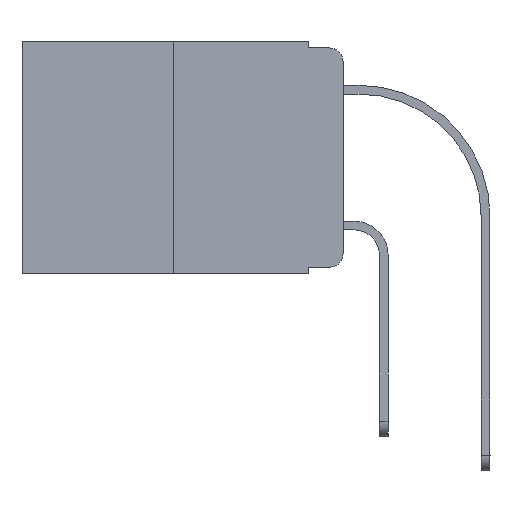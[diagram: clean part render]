
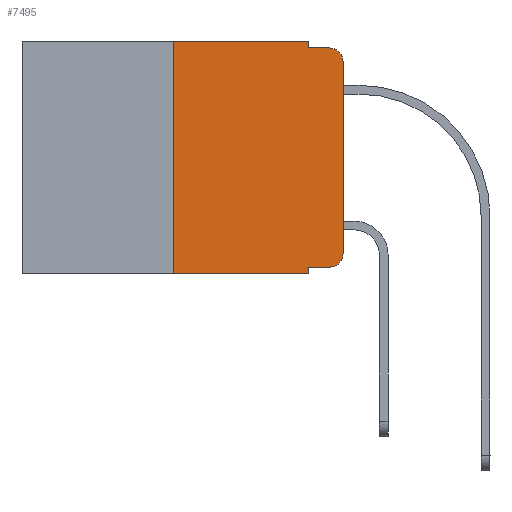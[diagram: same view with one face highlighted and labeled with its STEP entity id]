
A CAD part, left-side view. The second image highlights one B-rep face of the part: STEP entity #7495.
In plain terms, the highlighted planar face has unit normal (-1, 0, 0).
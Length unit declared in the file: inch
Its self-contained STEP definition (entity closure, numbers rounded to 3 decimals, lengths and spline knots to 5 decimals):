
#47 = VECTOR ( 'NONE', #21676, 39.37008 ) ;
#340 = LINE ( 'NONE', #4081, #16333 ) ;
#441 = CARTESIAN_POINT ( 'NONE',  ( 0., 0., -0.313 ) ) ;
#750 = VECTOR ( 'NONE', #9412, 39.37008 ) ;
#2516 = EDGE_CURVE ( 'NONE', #20524, #19611, #8583, .T. ) ;
#2552 = AXIS2_PLACEMENT_3D ( 'NONE', #20596, #20489, #3603 ) ;
#2563 = DIRECTION ( 'NONE',  ( 1., 0., 0. ) ) ;
#2665 = CARTESIAN_POINT ( 'NONE',  ( 0., 0.473, -0.343 ) ) ;
#2745 = DIRECTION ( 'NONE',  ( 0., -1., 0. ) ) ;
#2748 = CARTESIAN_POINT ( 'NONE',  ( 0., 0.051, -0.01 ) ) ;
#3109 = CARTESIAN_POINT ( 'NONE',  ( 0., 0.02, -0.01 ) ) ;
#3492 = EDGE_CURVE ( 'NONE', #5914, #13678, #9546, .T. ) ;
#3603 = DIRECTION ( 'NONE',  ( 0., 0., -1. ) ) ;
#4081 = CARTESIAN_POINT ( 'NONE',  ( 0., 0.051, 0. ) ) ;
#4117 = EDGE_CURVE ( 'NONE', #12688, #15470, #340, .T. ) ;
#4908 = ORIENTED_EDGE ( 'NONE', *, *, #15773, .T. ) ;
#4989 = DIRECTION ( 'NONE',  ( 0., -1., 0. ) ) ;
#5098 = CARTESIAN_POINT ( 'NONE',  ( 0., 0.051, -0.01 ) ) ;
#5478 = CARTESIAN_POINT ( 'NONE',  ( 0., 0.051, 0. ) ) ;
#5914 = VERTEX_POINT ( 'NONE', #441 ) ;
#6140 = CARTESIAN_POINT ( 'NONE',  ( 0., 0.051, -0.333 ) ) ;
#6369 = LINE ( 'NONE', #6140, #10509 ) ;
#6507 = ORIENTED_EDGE ( 'NONE', *, *, #6942, .F. ) ;
#6855 = EDGE_CURVE ( 'NONE', #12126, #12688, #13363, .T. ) ;
#6942 = EDGE_CURVE ( 'NONE', #15470, #12509, #15507, .T. ) ;
#7361 = DIRECTION ( 'NONE',  ( 0., 0., -1. ) ) ;
#7495 = ADVANCED_FACE ( 'NONE', ( #18205 ), #22038, .F. ) ;
#7747 = AXIS2_PLACEMENT_3D ( 'NONE', #18600, #11674, #22105 ) ;
#8583 = LINE ( 'NONE', #12431, #16837 ) ;
#9035 = CARTESIAN_POINT ( 'NONE',  ( 0., 0.02, -0.333 ) ) ;
#9412 = DIRECTION ( 'NONE',  ( 0., -1., 0. ) ) ;
#9456 = DIRECTION ( 'NONE',  ( 0., 0., -1. ) ) ;
#9546 = LINE ( 'NONE', #16483, #47 ) ;
#9566 = ORIENTED_EDGE ( 'NONE', *, *, #4117, .F. ) ;
#9780 = ORIENTED_EDGE ( 'NONE', *, *, #2516, .F. ) ;
#10212 = LINE ( 'NONE', #16912, #20410 ) ;
#10509 = VECTOR ( 'NONE', #2745, 39.37008 ) ;
#10891 = CARTESIAN_POINT ( 'NONE',  ( 0., 0.473, 0. ) ) ;
#10917 = CARTESIAN_POINT ( 'NONE',  ( 0., 0.051, -0.343 ) ) ;
#11011 = EDGE_CURVE ( 'NONE', #12148, #19611, #19762, .T. ) ;
#11674 = DIRECTION ( 'NONE',  ( -1., 0., 0. ) ) ;
#12126 = VERTEX_POINT ( 'NONE', #18874 ) ;
#12148 = VERTEX_POINT ( 'NONE', #18650 ) ;
#12186 = ORIENTED_EDGE ( 'NONE', *, *, #11011, .T. ) ;
#12431 = CARTESIAN_POINT ( 'NONE',  ( 0., 0.051, 0. ) ) ;
#12509 = VERTEX_POINT ( 'NONE', #3109 ) ;
#12688 = VERTEX_POINT ( 'NONE', #5478 ) ;
#13363 = LINE ( 'NONE', #10891, #750 ) ;
#13430 = ORIENTED_EDGE ( 'NONE', *, *, #3492, .T. ) ;
#13678 = VERTEX_POINT ( 'NONE', #14666 ) ;
#14474 = CIRCLE ( 'NONE', #2552, 0.02 ) ;
#14666 = CARTESIAN_POINT ( 'NONE',  ( 0., 0., -0.03 ) ) ;
#14903 = ORIENTED_EDGE ( 'NONE', *, *, #6855, .F. ) ;
#15089 = AXIS2_PLACEMENT_3D ( 'NONE', #18077, #2563, #9456 ) ;
#15247 = VECTOR ( 'NONE', #18187, 39.37008 ) ;
#15470 = VERTEX_POINT ( 'NONE', #2748 ) ;
#15507 = LINE ( 'NONE', #5098, #22103 ) ;
#15562 = EDGE_CURVE ( 'NONE', #12148, #12126, #10212, .T. ) ;
#15773 = EDGE_CURVE ( 'NONE', #16173, #5914, #16790, .T. ) ;
#15905 = EDGE_LOOP ( 'NONE', ( #13430, #16007, #6507, #9566, #14903, #20279, #12186, #9780, #18642, #4908 ) ) ;
#16007 = ORIENTED_EDGE ( 'NONE', *, *, #16447, .T. ) ;
#16173 = VERTEX_POINT ( 'NONE', #9035 ) ;
#16333 = VECTOR ( 'NONE', #7361, 39.37008 ) ;
#16447 = EDGE_CURVE ( 'NONE', #13678, #12509, #14474, .T. ) ;
#16483 = CARTESIAN_POINT ( 'NONE',  ( 0., 0., 0. ) ) ;
#16790 = CIRCLE ( 'NONE', #7747, 0.02 ) ;
#16837 = VECTOR ( 'NONE', #19026, 39.37008 ) ;
#16912 = CARTESIAN_POINT ( 'NONE',  ( 0., 0.25, 0. ) ) ;
#18077 = CARTESIAN_POINT ( 'NONE',  ( 0., 0.473, 0. ) ) ;
#18187 = DIRECTION ( 'NONE',  ( 0., -1., 0. ) ) ;
#18205 = FACE_OUTER_BOUND ( 'NONE', #15905, .T. ) ;
#18600 = CARTESIAN_POINT ( 'NONE',  ( 0., 0.02, -0.313 ) ) ;
#18642 = ORIENTED_EDGE ( 'NONE', *, *, #18904, .T. ) ;
#18650 = CARTESIAN_POINT ( 'NONE',  ( 0., 0.25, -0.343 ) ) ;
#18813 = CARTESIAN_POINT ( 'NONE',  ( 0., 0.051, -0.333 ) ) ;
#18874 = CARTESIAN_POINT ( 'NONE',  ( 0., 0.25, 0. ) ) ;
#18904 = EDGE_CURVE ( 'NONE', #20524, #16173, #6369, .T. ) ;
#19026 = DIRECTION ( 'NONE',  ( 0., 0., -1. ) ) ;
#19611 = VERTEX_POINT ( 'NONE', #10917 ) ;
#19762 = LINE ( 'NONE', #2665, #15247 ) ;
#20279 = ORIENTED_EDGE ( 'NONE', *, *, #15562, .F. ) ;
#20410 = VECTOR ( 'NONE', #20426, 39.37008 ) ;
#20426 = DIRECTION ( 'NONE',  ( 0., 0., 1. ) ) ;
#20489 = DIRECTION ( 'NONE',  ( -1., 0., 0. ) ) ;
#20524 = VERTEX_POINT ( 'NONE', #18813 ) ;
#20596 = CARTESIAN_POINT ( 'NONE',  ( 0., 0.02, -0.03 ) ) ;
#21676 = DIRECTION ( 'NONE',  ( 0., 0., 1. ) ) ;
#22038 = PLANE ( 'NONE',  #15089 ) ;
#22103 = VECTOR ( 'NONE', #4989, 39.37008 ) ;
#22105 = DIRECTION ( 'NONE',  ( 0., 0., -1. ) ) ;
